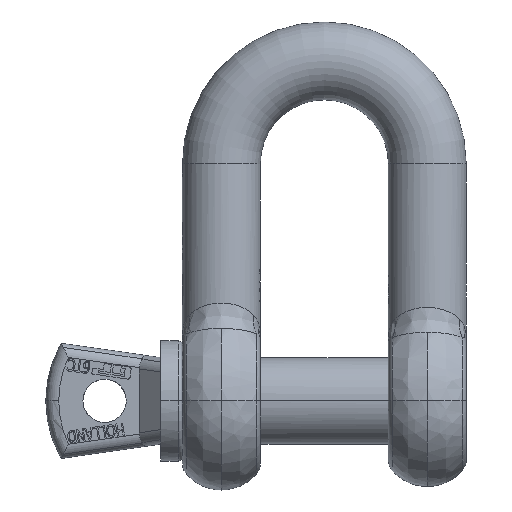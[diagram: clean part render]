
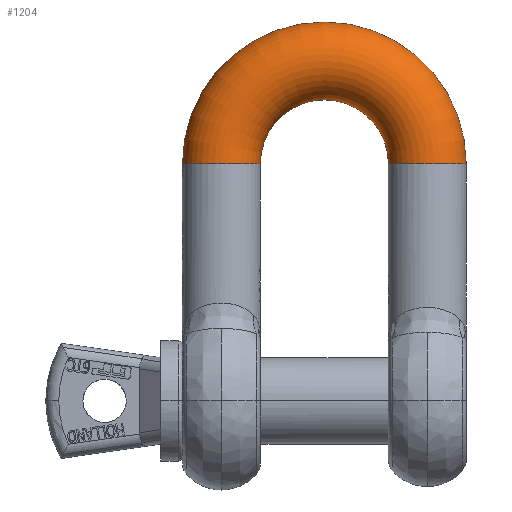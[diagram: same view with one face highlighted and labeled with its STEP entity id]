
A CAD part, top view. The second image highlights one B-rep face of the part: STEP entity #1204.
In plain terms, the highlighted toroidal (fillet/blend) face has major radius 59.5 mm and minor radius 22.5 mm.
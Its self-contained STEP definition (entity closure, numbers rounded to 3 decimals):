
#1204=ADVANCED_FACE('',(#2950),#2951,.T.);
#2950=FACE_OUTER_BOUND('',#6535,.T.);
#2951=TOROIDAL_SURFACE('',#6536,59.5,22.5);
#6535=EDGE_LOOP('',(#11963,#11964,#11965,#11966));
#6536=AXIS2_PLACEMENT_3D('',#11967,#11968,#11969);
#11963=ORIENTED_EDGE('',*,*,#17737,.F.);
#11964=ORIENTED_EDGE('',*,*,#17949,.F.);
#11965=ORIENTED_EDGE('',*,*,#17735,.F.);
#11966=ORIENTED_EDGE('',*,*,#17410,.T.);
#11967=CARTESIAN_POINT('',(0.0,137.0,0.0));
#11968=DIRECTION('',(0.0,0.0,-1.0));
#11969=DIRECTION('',(-1.0,0.0,0.0));
#17410=EDGE_CURVE('',#20391,#20393,#20838,.F.);
#17735=EDGE_CURVE('',#20391,#21295,#21296,.F.);
#17737=EDGE_CURVE('',#21297,#20393,#21299,.T.);
#17949=EDGE_CURVE('',#21295,#21297,#21585,.T.);
#20391=VERTEX_POINT('',#25507);
#20393=VERTEX_POINT('',#25510);
#20838=CIRCLE('',#27075,22.5);
#21295=VERTEX_POINT('',#28084);
#21296=CIRCLE('',#28085,37.0);
#21297=VERTEX_POINT('',#28086);
#21299=CIRCLE('',#28088,82.0);
#21585=CIRCLE('',#28717,22.5);
#25507=CARTESIAN_POINT('',(37.0,137.0,0.0));
#25510=CARTESIAN_POINT('',(82.0,137.0,0.));
#27075=AXIS2_PLACEMENT_3D('',#36840,#36841,#36842);
#28084=CARTESIAN_POINT('',(-37.0,137.0,0.0));
#28085=AXIS2_PLACEMENT_3D('',#36921,#36922,#36923);
#28086=CARTESIAN_POINT('',(-82.0,137.0,0.));
#28088=AXIS2_PLACEMENT_3D('',#36927,#36928,#36929);
#28717=AXIS2_PLACEMENT_3D('',#36987,#36988,#36989);
#36840=CARTESIAN_POINT('',(59.5,137.0,0.0));
#36841=DIRECTION('',(0.0,-1.0,0.0));
#36842=DIRECTION('',(1.0,0.0,0.0));
#36921=CARTESIAN_POINT('',(0.0,137.0,0.));
#36922=DIRECTION('',(0.0,0.0,-1.0));
#36923=DIRECTION('',(1.0,0.0,0.0));
#36927=CARTESIAN_POINT('',(0.0,137.0,0.0));
#36928=DIRECTION('',(0.0,0.0,-1.0));
#36929=DIRECTION('',(1.0,0.0,0.0));
#36987=CARTESIAN_POINT('',(-59.5,137.0,0.0));
#36988=DIRECTION('',(0.0,-1.0,0.0));
#36989=DIRECTION('',(1.0,0.0,0.0));
